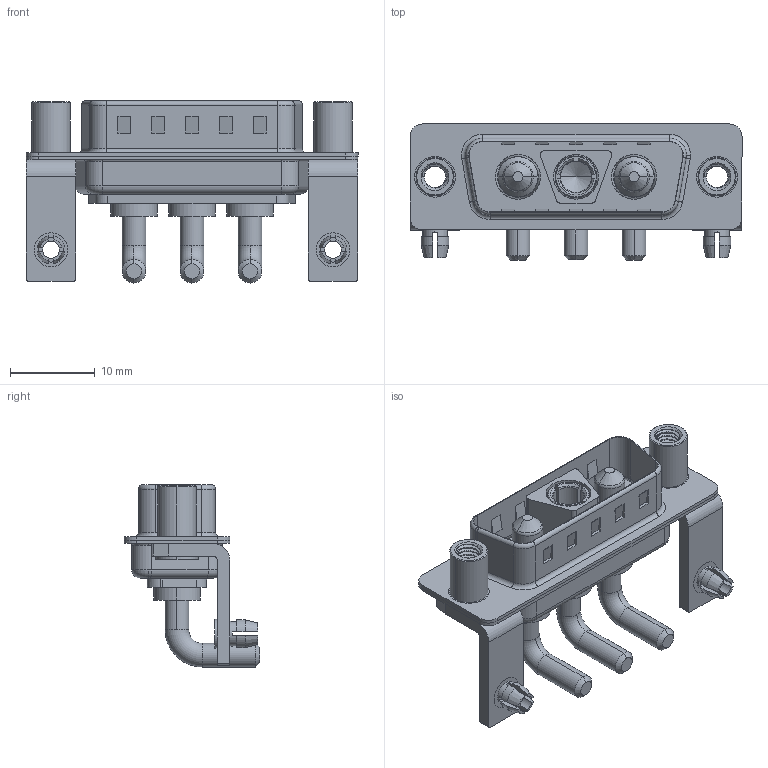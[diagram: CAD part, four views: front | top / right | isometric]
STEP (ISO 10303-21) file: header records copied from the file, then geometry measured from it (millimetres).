
FILE_DESCRIPTION (( 'STEP AP203' ), '1' );
FILE_NAME ('629-3WK3640-2ND.STEP', '2022-05-09T18:02:07', ( '' ), ( '' ), 'SwSTEP 2.0', 'SolidWorks 2020', '' );
FILE_SCHEMA (( 'CONFIG_CONTROL_DESIGN' ));
Length unit declared in the file: millimetre
Products named in the file (9): 629Combo Board Lock; 629Combo Housing_3WK3; 629Combo Threaded Standoff_D; 629Combo Shell Front_15 Contacts; Power Socket_20A RA; 629Combo Stabilizer Bracket; 629-3WK3640-2ND; 629Combo Shell Rear_15 Contacts; Power Pin_20A RA
Assembly tree (12 placements, depth 2):
  629-3WK3640-2ND
    629Combo Housing_3WK3
    629Combo Shell Rear_15 Contacts
    629Combo Shell Front_15 Contacts
    629Combo Stabilizer Bracket  x2
    629Combo Board Lock  x2
    629Combo Threaded Standoff_D  x2
    Power Socket_20A RA
    Power Pin_20A RA  x2
Bounding box: 39.2 x 16.05 x 21.5 mm (x, y, z)
Volume: 2773.7 mm3; surface area: 6497.4 mm2
Topology: 15 solids, 15 shells, 704 faces, 1788 edges, 1139 vertices
Faces by surface type: cylinder 309, plane 263, torus 64, cone 59, bspline 9
Entity records: 19732 total; most frequent: CARTESIAN_POINT 5497, DIRECTION 2847, ORIENTED_EDGE 2728, EDGE_CURVE 1364, AXIS2_PLACEMENT_3D 1073, VERTEX_POINT 870, VECTOR 701, LINE 701
